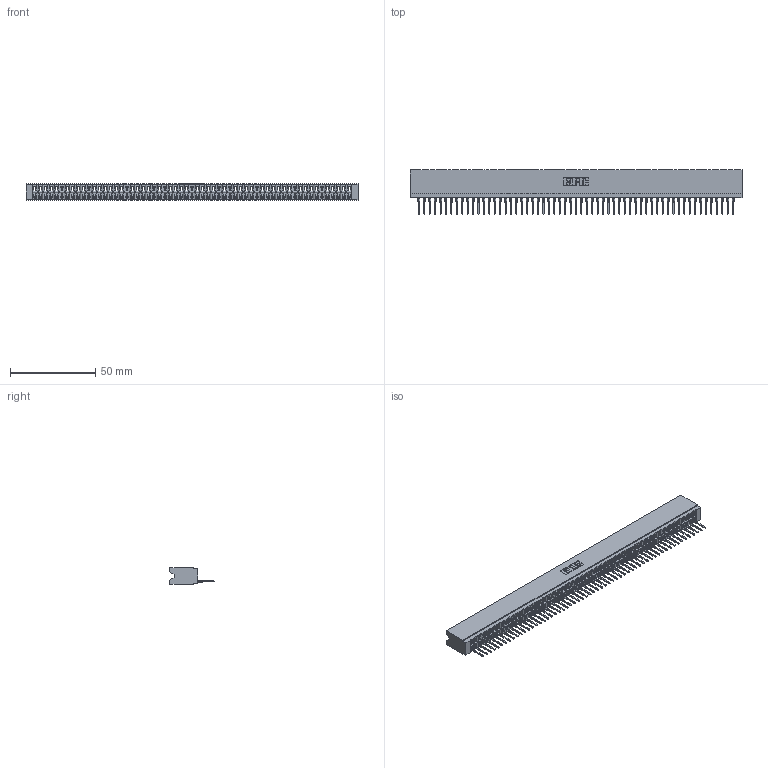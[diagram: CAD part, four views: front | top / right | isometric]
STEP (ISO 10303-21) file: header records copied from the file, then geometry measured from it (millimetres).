
FILE_DESCRIPTION (( 'STEP AP203' ), '1' );
FILE_NAME ('746-059-527-106.STEP', '2020-09-17T21:08:00', ( '' ), ( '' ), 'SwSTEP 2.0', 'SolidWorks 2020', '' );
FILE_SCHEMA (( 'CONFIG_CONTROL_DESIGN' ));
Products named in the file (3): 746 Part_.515 Slot Depth - 06; 746-059-527-106; 746-292-001_527
Assembly tree (60 placements, depth 2):
  746-059-527-106
    746 Part_.515 Slot Depth - 06
    746-292-001_527  x59
Bounding box: 194.56 x 25.9 x 9.91 mm (x, y, z)
Volume: 20234.5 mm3; surface area: 30657.1 mm2
Topology: 60 solids, 60 shells, 6470 faces, 18378 edges, 11798 vertices
Faces by surface type: plane 3773, bspline 1180, cylinder 1163, torus 354
Entity records: 86781 total; most frequent: CARTESIAN_POINT 17419, ORIENTED_EDGE 15296, DIRECTION 12624, EDGE_CURVE 7648, VECTOR 6874, LINE 6874, VERTEX_POINT 5070, AXIS2_PLACEMENT_3D 2875
